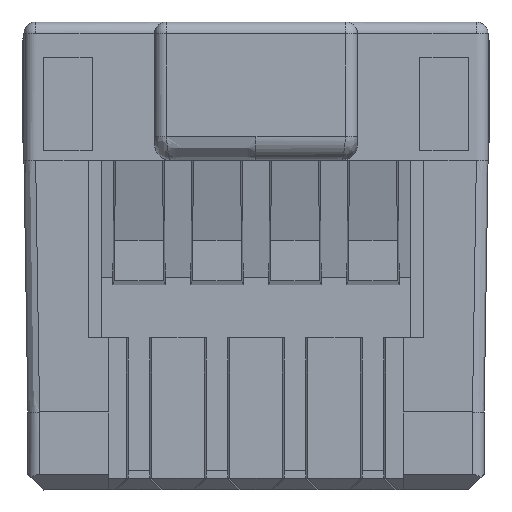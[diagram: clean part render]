
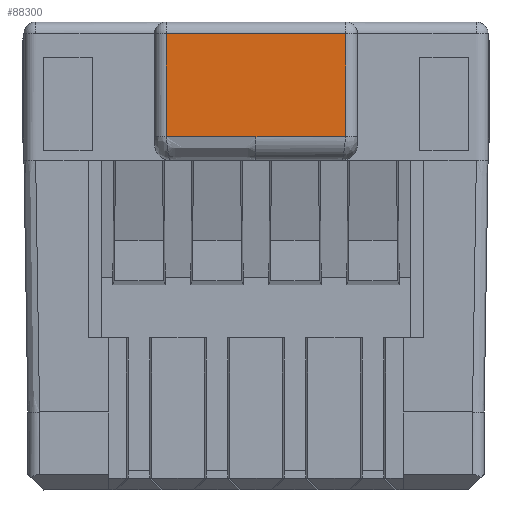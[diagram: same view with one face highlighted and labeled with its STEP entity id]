
A CAD part, left-side view. The second image highlights one B-rep face of the part: STEP entity #88300.
In plain terms, the highlighted planar face has unit normal (-1, 0, 0).
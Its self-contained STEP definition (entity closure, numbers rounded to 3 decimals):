
#8440=CARTESIAN_POINT('',(-37.133,-9.065,
130.915));
#8450=VERTEX_POINT('',#8440);
#51400=CARTESIAN_POINT('',(-37.133,-11.365,
129.595));
#51410=VERTEX_POINT('',#51400);
#51440=CARTESIAN_POINT('',(-37.133,-11.365,
127.709));
#51450=DIRECTION('',(0.,0.,-1.));
#51460=VECTOR('',#51450,1.);
#51470=LINE('',#51440,#51460);
#51480=CARTESIAN_POINT('',(-37.133,-11.365,
130.915));
#51490=VERTEX_POINT('',#51480);
#51500=EDGE_CURVE('',#51490,#51410,#51470,.T.);
#87550=CARTESIAN_POINT('',(-37.133,-9.215,
130.08));
#87560=DIRECTION('',(-1.,0.,0.));
#87570=DIRECTION('',(0.,-1.,0.));
#87580=AXIS2_PLACEMENT_3D('',#87550,#87560,#87570);
#87590=PLANE('',#87580);
#87600=ORIENTED_EDGE('',*,*,#51500,.F.);
#87610=CARTESIAN_POINT('',(-37.133,-12.872,
129.595));
#87620=DIRECTION('',(0.,1.,0.));
#87630=VECTOR('',#87620,1.);
#87640=LINE('',#87610,#87630);
#87650=CARTESIAN_POINT('',(-37.133,-10.215,
129.595));
#87660=VERTEX_POINT('',#87650);
#87670=EDGE_CURVE('',#51410,#87660,#87640,.T.);
#87680=ORIENTED_EDGE('',*,*,#87670,.F.);
#87690=CARTESIAN_POINT('',(-37.133,-11.03,
129.595));
#87700=CARTESIAN_POINT('',(-37.133,-10.726,
129.595));
#87710=CARTESIAN_POINT('',(-37.133,-10.422,
129.595));
#87720=CARTESIAN_POINT('',(-37.133,-10.111,
129.595));
#87730=CARTESIAN_POINT('',(-37.133,-10.104,
129.595));
#87740=CARTESIAN_POINT('',(-37.133,-10.091,
129.595));
#87750=CARTESIAN_POINT('',(-37.133,-10.085,
129.595));
#87760=CARTESIAN_POINT('',(-37.133,-10.072,
129.595));
#87770=CARTESIAN_POINT('',(-37.133,-10.065,
129.595));
#87780=CARTESIAN_POINT('',(-37.133,-10.046,
129.595));
#87790=CARTESIAN_POINT('',(-37.133,-10.022,
129.595));
#87800=CARTESIAN_POINT('',(-37.133,-9.997,
129.595));
#87810=CARTESIAN_POINT('',(-37.133,-9.961,
129.595));
#87820=CARTESIAN_POINT('',(-37.133,-9.936,
129.595));
#87830=CARTESIAN_POINT('',(-37.133,-9.888,
129.595));
#87840=CARTESIAN_POINT('',(-37.133,-9.863,
129.595));
#87850=CARTESIAN_POINT('',(-37.133,-9.814,
129.595));
#87860=CARTESIAN_POINT('',(-37.133,-9.79,
129.595));
#87870=CARTESIAN_POINT('',(-37.133,-9.741,
129.595));
#87880=CARTESIAN_POINT('',(-37.133,-9.717,
129.595));
#87890=CARTESIAN_POINT('',(-37.133,-9.68,
129.595));
#87900=CARTESIAN_POINT('',(-37.133,-9.668,
129.595));
#87910=CARTESIAN_POINT('',(-37.133,-9.644,
129.595));
#87920=CARTESIAN_POINT('',(-37.133,-9.631,
129.595));
#87930=CARTESIAN_POINT('',(-37.133,-9.57,
129.595));
#87940=CARTESIAN_POINT('',(-37.133,-9.522,
129.595));
#87950=CARTESIAN_POINT('',(-37.133,-9.459,
129.595));
#87960=CARTESIAN_POINT('',(-37.133,-9.445,
129.595));
#87970=CARTESIAN_POINT('',(-37.133,-9.417,
129.595));
#87980=CARTESIAN_POINT('',(-37.133,-9.403,
129.595));
#87990=CARTESIAN_POINT('',(-37.133,-9.354,
129.595));
#88000=CARTESIAN_POINT('',(-37.133,-9.281,
129.595));
#88010=CARTESIAN_POINT('',(-37.133,-9.209,
129.595));
#88020=CARTESIAN_POINT('',(-37.133,-9.17,
129.595));
#88030=CARTESIAN_POINT('',(-37.133,-9.168,
129.595));
#88040=CARTESIAN_POINT('',(-37.133,-9.163,
129.595));
#88050=CARTESIAN_POINT('',(-37.133,-9.161,
129.595));
#88060=CARTESIAN_POINT('',(-37.133,-9.156,
129.595));
#88070=CARTESIAN_POINT('',(-37.133,-9.153,
129.595));
#88080=CARTESIAN_POINT('',(-37.133,-9.001,
129.595));
#88090=CARTESIAN_POINT('',(-37.133,-8.851,
129.595));
#88100=CARTESIAN_POINT('',(-37.133,-8.7,
129.595));
#88110=(BOUNDED_CURVE() B_SPLINE_CURVE(3,(#87690,#87700,#87710,#87720,
#87730,#87740,#87750,#87760,#87770,#87780,#87790,#87800,#87810,#87820,
#87830,#87840,#87850,#87860,#87870,#87880,#87890,#87900,#87910,#87920,
#87930,#87940,#87950,#87960,#87970,#87980,#87990,#88000,#88010,#88020,
#88030,#88040,#88050,#88060,#88070,#88080,#88090,#88100),.UNSPECIFIED.,
.F.,.F.) B_SPLINE_CURVE_WITH_KNOTS((4,2,2,2,2,1,2,2,2,2,2,2,2,2,2,2,1,2,
2,2,2,4),(0.,0.913,0.933,0.952,
0.972,1.009,1.045,1.118,
1.192,1.265,1.338,1.375,
1.411,1.558,1.6,1.641,
1.749,1.858,1.865,1.872,
1.879,2.33),.UNSPECIFIED.) CURVE() 
GEOMETRIC_REPRESENTATION_ITEM() RATIONAL_B_SPLINE_CURVE((1.,1.,1.,1.,1.,
1.,1.,1.,1.,1.,1.,1.,1.,1.,1.,1.,1.,1.,1.,1.,1.,1.,1.,1.,1.,1.,1.,1.,1.,
1.,1.,1.,1.,1.,1.,1.,1.,1.,1.,1.,1.,1.)) REPRESENTATION_ITEM(''));
#88120=CARTESIAN_POINT('',(-37.133,-9.065,
129.595));
#88130=VERTEX_POINT('',#88120);
#88140=EDGE_CURVE('',#87660,#88130,#88110,.T.);
#88150=ORIENTED_EDGE('',*,*,#88140,.F.);
#88160=CARTESIAN_POINT('',(-37.133,-9.065,
127.709));
#88170=DIRECTION('',(0.,0.,-1.));
#88180=VECTOR('',#88170,1.);
#88190=LINE('',#88160,#88180);
#88200=EDGE_CURVE('',#8450,#88130,#88190,.T.);
#88210=ORIENTED_EDGE('',*,*,#88200,.T.);
#88220=CARTESIAN_POINT('',(-37.133,-12.872,
130.915));
#88230=DIRECTION('',(0.,1.,0.));
#88240=VECTOR('',#88230,1.);
#88250=LINE('',#88220,#88240);
#88260=EDGE_CURVE('',#51490,#8450,#88250,.T.);
#88270=ORIENTED_EDGE('',*,*,#88260,.T.);
#88280=EDGE_LOOP('',(#88270,#88210,#88150,#87680,#87600));
#88290=FACE_OUTER_BOUND('',#88280,.T.);
#88300=ADVANCED_FACE('',(#88290),#87590,.T.);
